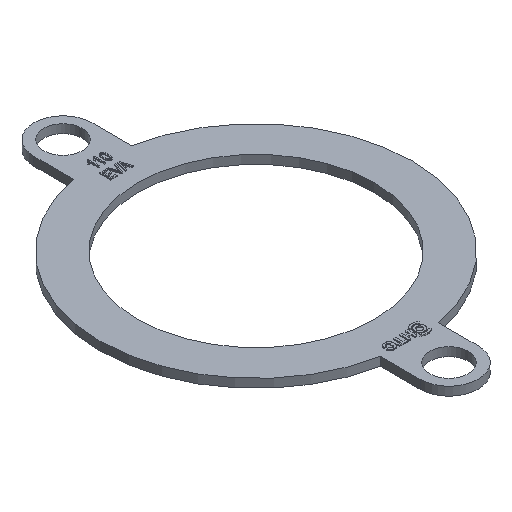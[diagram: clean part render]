
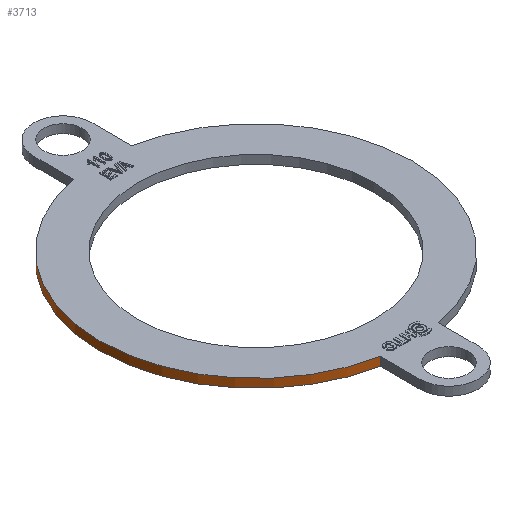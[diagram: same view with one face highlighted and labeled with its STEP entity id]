
A CAD part, isometric view. The second image highlights one B-rep face of the part: STEP entity #3713.
In plain terms, the highlighted cylindrical face has radius 72.5 mm (diameter 145 mm), a partial arc.
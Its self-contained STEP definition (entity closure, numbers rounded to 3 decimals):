
#18=CYLINDRICAL_SURFACE('',#3853,72.5);
#22=CIRCLE('',#3838,72.5);
#32=CIRCLE('',#3854,72.5);
#480=FACE_OUTER_BOUND('',#696,.T.);
#696=EDGE_LOOP('',(#3392,#3393,#3394,#3395));
#1089=LINE('',#6848,#1426);
#1092=LINE('',#6857,#1429);
#1426=VECTOR('',#4427,10.);
#1429=VECTOR('',#4438,10.);
#1776=VERTEX_POINT('',#6810);
#1777=VERTEX_POINT('',#6811);
#1791=VERTEX_POINT('',#6847);
#1793=VERTEX_POINT('',#6855);
#2308=EDGE_CURVE('',#1776,#1777,#22,.T.);
#2326=EDGE_CURVE('',#1776,#1791,#1089,.T.);
#2330=EDGE_CURVE('',#1791,#1793,#32,.T.);
#2331=EDGE_CURVE('',#1793,#1777,#1092,.T.);
#3392=ORIENTED_EDGE('',*,*,#2326,.T.);
#3393=ORIENTED_EDGE('',*,*,#2330,.T.);
#3394=ORIENTED_EDGE('',*,*,#2331,.T.);
#3395=ORIENTED_EDGE('',*,*,#2308,.F.);
#3713=ADVANCED_FACE('',(#480),#18,.T.);
#3838=AXIS2_PLACEMENT_3D('',#6812,#4392,#4393);
#3853=AXIS2_PLACEMENT_3D('',#6854,#4434,#4435);
#3854=AXIS2_PLACEMENT_3D('',#6856,#4436,#4437);
#4392=DIRECTION('center_axis',(0.,0.,1.));
#4393=DIRECTION('ref_axis',(1.,0.,0.));
#4427=DIRECTION('',(0.,0.,-1.));
#4434=DIRECTION('center_axis',(0.,0.,1.));
#4435=DIRECTION('ref_axis',(-1.,0.,0.));
#4436=DIRECTION('center_axis',(0.,0.,1.));
#4437=DIRECTION('ref_axis',(1.,0.,0.));
#4438=DIRECTION('',(0.,0.,1.));
#6810=CARTESIAN_POINT('',(-13.504,71.231,4.));
#6811=CARTESIAN_POINT('',(-13.506,-71.231,4.));
#6812=CARTESIAN_POINT('Origin',(0.,0.,4.));
#6847=CARTESIAN_POINT('',(-13.504,71.231,0.));
#6848=CARTESIAN_POINT('',(-13.504,71.231,0.));
#6854=CARTESIAN_POINT('Origin',(0.,0.,0.));
#6855=CARTESIAN_POINT('',(-13.506,-71.231,0.));
#6856=CARTESIAN_POINT('Origin',(0.,0.,0.));
#6857=CARTESIAN_POINT('',(-13.506,-71.231,0.));
